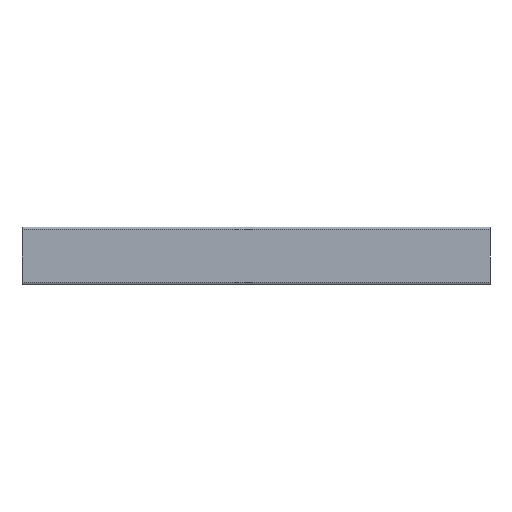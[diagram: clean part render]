
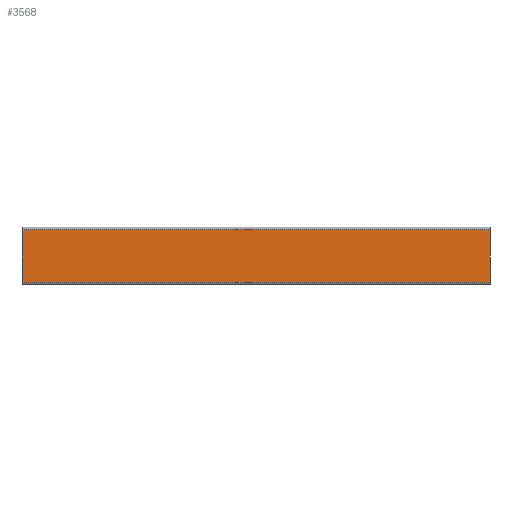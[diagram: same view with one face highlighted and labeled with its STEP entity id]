
A CAD part, front view. The second image highlights one B-rep face of the part: STEP entity #3568.
In plain terms, the highlighted planar face has unit normal (0, -1, 0).
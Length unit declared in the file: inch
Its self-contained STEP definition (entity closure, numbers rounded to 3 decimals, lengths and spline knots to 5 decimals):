
#21=LINE('',#5994,#59);
#22=LINE('',#5996,#60);
#23=LINE('',#5998,#61);
#24=LINE('',#5999,#62);
#59=VECTOR('',#5085,3.02);
#60=VECTOR('',#5086,27.);
#61=VECTOR('',#5087,3.02);
#62=VECTOR('',#5088,27.);
#94=PLANE('',#4076);
#758=FACE_OUTER_BOUND('',#1102,.T.);
#1102=EDGE_LOOP('',(#2827,#2828,#2829,#2830));
#2105=VERTEX_POINT('',#5992);
#2106=VERTEX_POINT('',#5993);
#2107=VERTEX_POINT('',#5995);
#2108=VERTEX_POINT('',#5997);
#2457=EDGE_CURVE('',#2105,#2106,#21,.T.);
#2458=EDGE_CURVE('',#2105,#2107,#22,.T.);
#2459=EDGE_CURVE('',#2108,#2107,#23,.T.);
#2460=EDGE_CURVE('',#2108,#2106,#24,.T.);
#2827=ORIENTED_EDGE('',*,*,#2457,.F.);
#2828=ORIENTED_EDGE('',*,*,#2458,.T.);
#2829=ORIENTED_EDGE('',*,*,#2459,.F.);
#2830=ORIENTED_EDGE('',*,*,#2460,.T.);
#3568=ADVANCED_FACE('',(#758),#94,.T.);
#4076=AXIS2_PLACEMENT_3D('',#5991,#5083,#5084);
#5083=DIRECTION('center_axis',(0.,-1.,0.));
#5084=DIRECTION('ref_axis',(0.,0.,-1.));
#5085=DIRECTION('',(0.,0.,1.));
#5086=DIRECTION('',(1.,0.,0.));
#5087=DIRECTION('',(0.,0.,-1.));
#5088=DIRECTION('',(-1.,0.,0.));
#5991=CARTESIAN_POINT('Origin',(0.,0.,-3.08));
#5992=CARTESIAN_POINT('',(4.,0.,-3.05));
#5993=CARTESIAN_POINT('',(4.,0.,-0.03));
#5994=CARTESIAN_POINT('',(4.,0.,-3.205));
#5995=CARTESIAN_POINT('',(31.,0.,-3.05));
#5996=CARTESIAN_POINT('',(0.,0.,-3.05));
#5997=CARTESIAN_POINT('',(31.,0.,-0.03));
#5998=CARTESIAN_POINT('',(31.,0.,-3.08));
#5999=CARTESIAN_POINT('',(31.,0.,-0.03));
